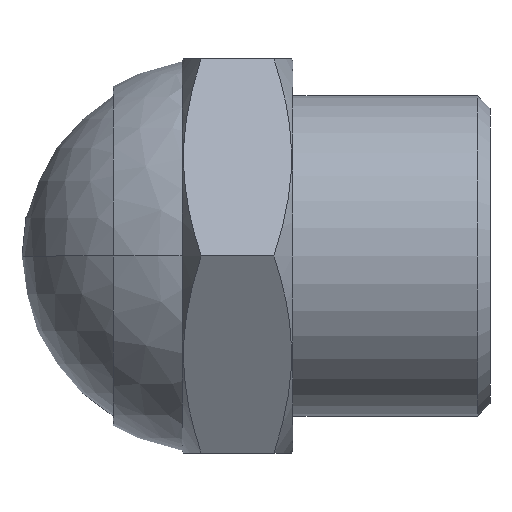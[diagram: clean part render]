
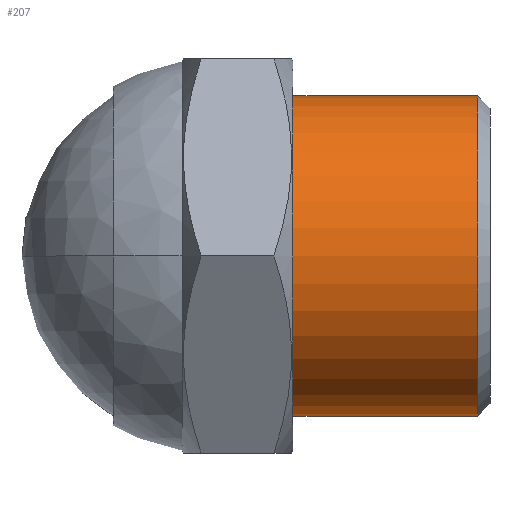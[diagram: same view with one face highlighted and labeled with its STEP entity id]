
A CAD part, left-side view. The second image highlights one B-rep face of the part: STEP entity #207.
In plain terms, the highlighted cylindrical face has radius 6.5 mm (diameter 13 mm), a partial arc.
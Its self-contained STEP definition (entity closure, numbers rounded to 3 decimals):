
#171 = EDGE_CURVE ( 'NONE', #228, #174, #654, .T. ) ;
#174 = VERTEX_POINT ( 'NONE', #642 ) ;
#184 = EDGE_CURVE ( 'NONE', #189, #228, #689, .T. ) ;
#189 = VERTEX_POINT ( 'NONE', #676 ) ;
#191 = ORIENTED_EDGE ( 'NONE', *, *, #171, .F. ) ;
#199 = ORIENTED_EDGE ( 'NONE', *, *, #184, .F. ) ;
#200 = EDGE_LOOP ( 'NONE', ( #199, #215, #233, #191 ) ) ;
#201 = EDGE_CURVE ( 'NONE', #223, #174, #711, .T. ) ;
#207 = ADVANCED_FACE ( 'NONE', ( #693 ), #695, .T. ) ;
#215 = ORIENTED_EDGE ( 'NONE', *, *, #232, .T. ) ;
#223 = VERTEX_POINT ( 'NONE', #745 ) ;
#228 = VERTEX_POINT ( 'NONE', #787 ) ;
#232 = EDGE_CURVE ( 'NONE', #189, #223, #779, .T. ) ;
#233 = ORIENTED_EDGE ( 'NONE', *, *, #201, .T. ) ;
#642 = CARTESIAN_POINT ( 'NONE',  ( 0., 0.5, -6.5 ) ) ;
#650 = DIRECTION ( 'NONE',  ( 0., 0., -1. ) ) ;
#651 = DIRECTION ( 'NONE',  ( 0., -1., 0. ) ) ;
#652 = CARTESIAN_POINT ( 'NONE',  ( 0., 0.5, 0. ) ) ;
#653 = AXIS2_PLACEMENT_3D ( 'NONE', #652, #651, #650 ) ;
#654 = CIRCLE ( 'NONE', #653, 6.5 ) ;
#676 = CARTESIAN_POINT ( 'NONE',  ( 0., 8., 6.5 ) ) ;
#686 = DIRECTION ( 'NONE',  ( 0., -1., 0. ) ) ;
#687 = VECTOR ( 'NONE', #686, 1000. ) ;
#688 = CARTESIAN_POINT ( 'NONE',  ( 0., -4.927, 6.5 ) ) ;
#689 = LINE ( 'NONE', #688, #687 ) ;
#691 = CARTESIAN_POINT ( 'NONE',  ( 0., -4.927, 0. ) ) ;
#692 = AXIS2_PLACEMENT_3D ( 'NONE', #691, #733, #732 ) ;
#693 = FACE_OUTER_BOUND ( 'NONE', #200, .T. ) ;
#695 = CYLINDRICAL_SURFACE ( 'NONE', #692, 6.5 ) ;
#702 = DIRECTION ( 'NONE',  ( 0., -1., 0. ) ) ;
#703 = VECTOR ( 'NONE', #702, 1000. ) ;
#710 = CARTESIAN_POINT ( 'NONE',  ( 0., -4.927, -6.5 ) ) ;
#711 = LINE ( 'NONE', #710, #703 ) ;
#732 = DIRECTION ( 'NONE',  ( 0., 0., -1. ) ) ;
#733 = DIRECTION ( 'NONE',  ( 0., -1., 0. ) ) ;
#745 = CARTESIAN_POINT ( 'NONE',  ( 0., 8., -6.5 ) ) ;
#775 = DIRECTION ( 'NONE',  ( 0., 0., -1. ) ) ;
#776 = DIRECTION ( 'NONE',  ( 0., -1., 0. ) ) ;
#777 = CARTESIAN_POINT ( 'NONE',  ( 0., 8., 0. ) ) ;
#778 = AXIS2_PLACEMENT_3D ( 'NONE', #777, #776, #775 ) ;
#779 = CIRCLE ( 'NONE', #778, 6.5 ) ;
#787 = CARTESIAN_POINT ( 'NONE',  ( 0., 0.5, 6.5 ) ) ;
